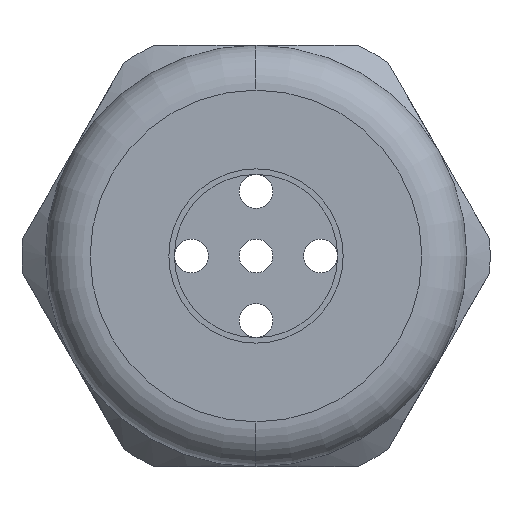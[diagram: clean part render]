
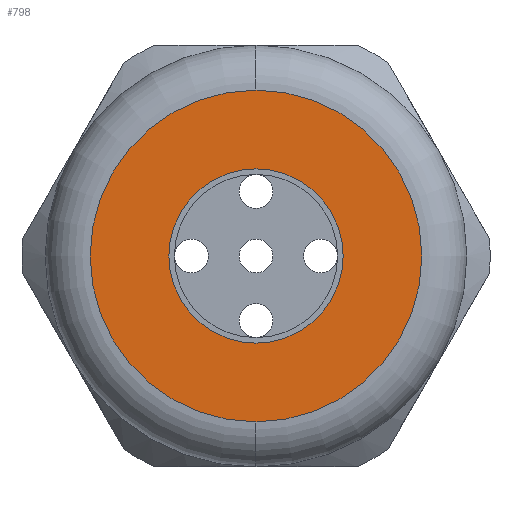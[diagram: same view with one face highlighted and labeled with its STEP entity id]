
A CAD part, left-side view. The second image highlights one B-rep face of the part: STEP entity #798.
In plain terms, the highlighted planar face has unit normal (-1, 0, 0).
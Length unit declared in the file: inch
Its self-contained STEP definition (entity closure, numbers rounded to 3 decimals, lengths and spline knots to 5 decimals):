
#328 = VERTEX_POINT ( 'NONE', #2535 ) ;
#330 = EDGE_CURVE ( 'NONE', #331, #328, #2534, .T. ) ;
#331 = VERTEX_POINT ( 'NONE', #2529 ) ;
#795 = EDGE_CURVE ( 'NONE', #5542, #5541, #3437, .T. ) ;
#798 = ADVANCED_FACE ( 'NONE', ( #3499, #3498 ), #3497, .T. ) ;
#799 = EDGE_LOOP ( 'NONE', ( #800, #801 ) ) ;
#800 = ORIENTED_EDGE ( 'NONE', *, *, #330, .T. ) ;
#801 = ORIENTED_EDGE ( 'NONE', *, *, #855, .T. ) ;
#855 = EDGE_CURVE ( 'NONE', #328, #331, #3595, .T. ) ;
#856 = EDGE_LOOP ( 'NONE', ( #857, #858 ) ) ;
#857 = ORIENTED_EDGE ( 'NONE', *, *, #795, .T. ) ;
#858 = ORIENTED_EDGE ( 'NONE', *, *, #5546, .T. ) ;
#2529 = CARTESIAN_POINT ( 'NONE',  ( -1.18, 0., 0.295 ) ) ;
#2530 = DIRECTION ( 'NONE',  ( 0., 0., 1. ) ) ;
#2531 = DIRECTION ( 'NONE',  ( -1., 0., 0. ) ) ;
#2532 = CARTESIAN_POINT ( 'NONE',  ( -1.18, 0., 0. ) ) ;
#2533 = AXIS2_PLACEMENT_3D ( 'NONE', #2532, #2531, #2530 ) ;
#2534 = CIRCLE ( 'NONE', #2533, 0.295 ) ;
#2535 = CARTESIAN_POINT ( 'NONE',  ( -1.18, 0., -0.295 ) ) ;
#3437 = CIRCLE ( 'NONE', #3502, 0.155 ) ;
#3442 = CARTESIAN_POINT ( 'NONE',  ( -1.18, 0., 0. ) ) ;
#3493 = DIRECTION ( 'NONE',  ( 0., 0., 1. ) ) ;
#3494 = DIRECTION ( 'NONE',  ( -1., 0., 0. ) ) ;
#3495 = CARTESIAN_POINT ( 'NONE',  ( -1.18, 0.375, 0. ) ) ;
#3496 = AXIS2_PLACEMENT_3D ( 'NONE', #3495, #3494, #3493 ) ;
#3497 = PLANE ( 'NONE',  #3496 ) ;
#3498 = FACE_BOUND ( 'NONE', #856, .T. ) ;
#3499 = FACE_OUTER_BOUND ( 'NONE', #799, .T. ) ;
#3500 = DIRECTION ( 'NONE',  ( 0., 0., -1. ) ) ;
#3501 = DIRECTION ( 'NONE',  ( 1., 0., 0. ) ) ;
#3502 = AXIS2_PLACEMENT_3D ( 'NONE', #3442, #3501, #3500 ) ;
#3591 = DIRECTION ( 'NONE',  ( 0., 0., 1. ) ) ;
#3592 = DIRECTION ( 'NONE',  ( -1., 0., 0. ) ) ;
#3593 = CARTESIAN_POINT ( 'NONE',  ( -1.18, 0., 0. ) ) ;
#3594 = AXIS2_PLACEMENT_3D ( 'NONE', #3593, #3592, #3591 ) ;
#3595 = CIRCLE ( 'NONE', #3594, 0.295 ) ;
#5232 = DIRECTION ( 'NONE',  ( 0., 0., -1. ) ) ;
#5233 = DIRECTION ( 'NONE',  ( 1., 0., 0. ) ) ;
#5234 = CARTESIAN_POINT ( 'NONE',  ( -1.18, 0., 0. ) ) ;
#5235 = AXIS2_PLACEMENT_3D ( 'NONE', #5234, #5233, #5232 ) ;
#5236 = CIRCLE ( 'NONE', #5235, 0.155 ) ;
#5242 = CARTESIAN_POINT ( 'NONE',  ( -1.18, 0., -0.155 ) ) ;
#5243 = CARTESIAN_POINT ( 'NONE',  ( -1.18, 0., 0.155 ) ) ;
#5541 = VERTEX_POINT ( 'NONE', #5243 ) ;
#5542 = VERTEX_POINT ( 'NONE', #5242 ) ;
#5546 = EDGE_CURVE ( 'NONE', #5541, #5542, #5236, .T. ) ;
